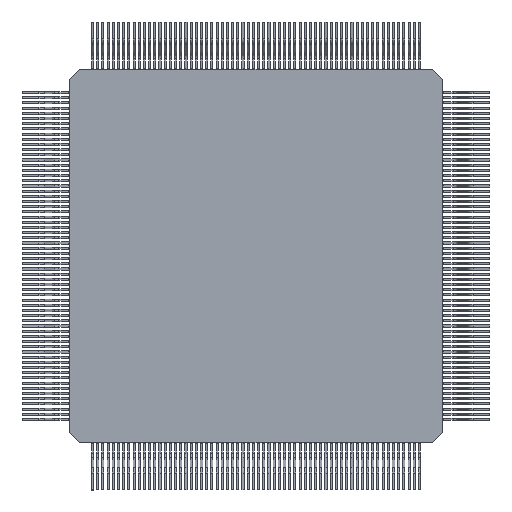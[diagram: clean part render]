
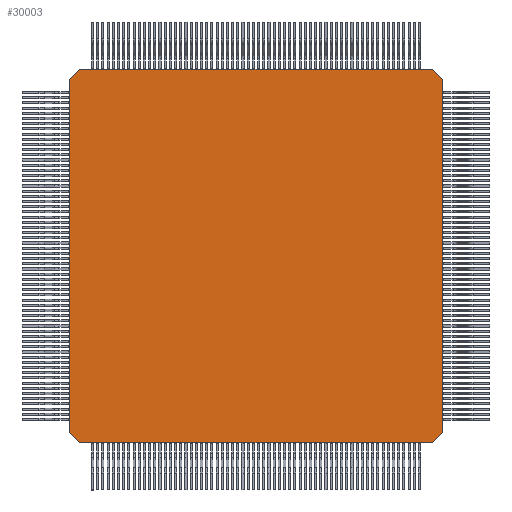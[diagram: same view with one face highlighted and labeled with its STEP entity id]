
A CAD part, front view. The second image highlights one B-rep face of the part: STEP entity #30003.
In plain terms, the highlighted planar face has unit normal (0, -1, 0).
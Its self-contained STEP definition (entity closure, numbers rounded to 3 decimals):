
#7330 = CARTESIAN_POINT ( 'NONE',  ( 18., 0., -18. ) ) ;
#9848 = VERTEX_POINT ( 'NONE', #135795 ) ;
#15013 = CARTESIAN_POINT ( 'NONE',  ( 18., 0., 17. ) ) ;
#15887 = DIRECTION ( 'NONE',  ( 0.707, 0., 0.707 ) ) ;
#18895 = ORIENTED_EDGE ( 'NONE', *, *, #25973, .T. ) ;
#21555 = VECTOR ( 'NONE', #25592, 1000. ) ;
#25592 = DIRECTION ( 'NONE',  ( -0.707, 0., -0.707 ) ) ;
#25973 = EDGE_CURVE ( 'NONE', #54842, #113200, #41895, .T. ) ;
#29108 = EDGE_CURVE ( 'NONE', #45009, #92091, #121003, .T. ) ;
#30003 = ADVANCED_FACE ( 'NONE', ( #61943 ), #46212, .F. ) ;
#31443 = ORIENTED_EDGE ( 'NONE', *, *, #32918, .F. ) ;
#31488 = DIRECTION ( 'NONE',  ( 1., 0., 0. ) ) ;
#32226 = CARTESIAN_POINT ( 'NONE',  ( 18., 0., 17. ) ) ;
#32918 = EDGE_CURVE ( 'NONE', #9848, #113200, #70524, .T. ) ;
#34455 = EDGE_CURVE ( 'NONE', #9848, #48509, #50806, .T. ) ;
#34969 = EDGE_CURVE ( 'NONE', #99105, #92091, #102240, .T. ) ;
#35568 = DIRECTION ( 'NONE',  ( 0., 0., 1. ) ) ;
#38403 = VECTOR ( 'NONE', #65349, 1000. ) ;
#41104 = AXIS2_PLACEMENT_3D ( 'NONE', #134259, #101553, #35568 ) ;
#41882 = LINE ( 'NONE', #114524, #45358 ) ;
#41895 = LINE ( 'NONE', #32226, #38403 ) ;
#42818 = EDGE_CURVE ( 'NONE', #99105, #48509, #79276, .T. ) ;
#45009 = VERTEX_POINT ( 'NONE', #118164 ) ;
#45358 = VECTOR ( 'NONE', #15887, 1000. ) ;
#46209 = EDGE_CURVE ( 'NONE', #45009, #77494, #41882, .T. ) ;
#46212 = PLANE ( 'NONE',  #41104 ) ;
#48509 = VERTEX_POINT ( 'NONE', #91148 ) ;
#50010 = VECTOR ( 'NONE', #107807, 1000. ) ;
#50611 = CARTESIAN_POINT ( 'NONE',  ( 17., 0., 18. ) ) ;
#50806 = LINE ( 'NONE', #102122, #21555 ) ;
#52611 = EDGE_LOOP ( 'NONE', ( #68261, #112054, #115656, #95722, #132418, #18895, #31443, #104261 ) ) ;
#54842 = VERTEX_POINT ( 'NONE', #15013 ) ;
#55070 = CARTESIAN_POINT ( 'NONE',  ( -18., 0., -18. ) ) ;
#55305 = CARTESIAN_POINT ( 'NONE',  ( -18., 0., -17. ) ) ;
#61943 = FACE_OUTER_BOUND ( 'NONE', #52611, .T. ) ;
#65349 = DIRECTION ( 'NONE',  ( -0.707, 0., 0.707 ) ) ;
#66069 = DIRECTION ( 'NONE',  ( -1., 0., 0. ) ) ;
#66308 = DIRECTION ( 'NONE',  ( 0.707, 0., -0.707 ) ) ;
#67672 = CARTESIAN_POINT ( 'NONE',  ( -18., 0., -17. ) ) ;
#68261 = ORIENTED_EDGE ( 'NONE', *, *, #42818, .F. ) ;
#69819 = EDGE_CURVE ( 'NONE', #54842, #77494, #73757, .T. ) ;
#70524 = LINE ( 'NONE', #97375, #129121 ) ;
#72558 = CARTESIAN_POINT ( 'NONE',  ( 18., 0., -17. ) ) ;
#73757 = LINE ( 'NONE', #7330, #128858 ) ;
#77494 = VERTEX_POINT ( 'NONE', #72558 ) ;
#79276 = LINE ( 'NONE', #96706, #50010 ) ;
#91148 = CARTESIAN_POINT ( 'NONE',  ( -18., 0., 17. ) ) ;
#92091 = VERTEX_POINT ( 'NONE', #122147 ) ;
#95329 = DIRECTION ( 'NONE',  ( 0., 0., -1. ) ) ;
#95722 = ORIENTED_EDGE ( 'NONE', *, *, #46209, .T. ) ;
#96706 = CARTESIAN_POINT ( 'NONE',  ( -18., 0., -18. ) ) ;
#97375 = CARTESIAN_POINT ( 'NONE',  ( -18., 0., 18. ) ) ;
#99105 = VERTEX_POINT ( 'NONE', #67672 ) ;
#101553 = DIRECTION ( 'NONE',  ( 0., 1., 0. ) ) ;
#102122 = CARTESIAN_POINT ( 'NONE',  ( -17., 0., 18. ) ) ;
#102240 = LINE ( 'NONE', #55305, #124562 ) ;
#104261 = ORIENTED_EDGE ( 'NONE', *, *, #34455, .T. ) ;
#107807 = DIRECTION ( 'NONE',  ( 0., 0., 1. ) ) ;
#112054 = ORIENTED_EDGE ( 'NONE', *, *, #34969, .T. ) ;
#113200 = VERTEX_POINT ( 'NONE', #50611 ) ;
#114524 = CARTESIAN_POINT ( 'NONE',  ( 17., 0., -18. ) ) ;
#115656 = ORIENTED_EDGE ( 'NONE', *, *, #29108, .F. ) ;
#117616 = VECTOR ( 'NONE', #66069, 1000. ) ;
#118164 = CARTESIAN_POINT ( 'NONE',  ( 17., 0., -18. ) ) ;
#121003 = LINE ( 'NONE', #55070, #117616 ) ;
#122147 = CARTESIAN_POINT ( 'NONE',  ( -17., 0., -18. ) ) ;
#124562 = VECTOR ( 'NONE', #66308, 1000. ) ;
#128858 = VECTOR ( 'NONE', #95329, 1000. ) ;
#129121 = VECTOR ( 'NONE', #31488, 1000. ) ;
#132418 = ORIENTED_EDGE ( 'NONE', *, *, #69819, .F. ) ;
#134259 = CARTESIAN_POINT ( 'NONE',  ( 0., 0., 0. ) ) ;
#135795 = CARTESIAN_POINT ( 'NONE',  ( -17., 0., 18. ) ) ;
